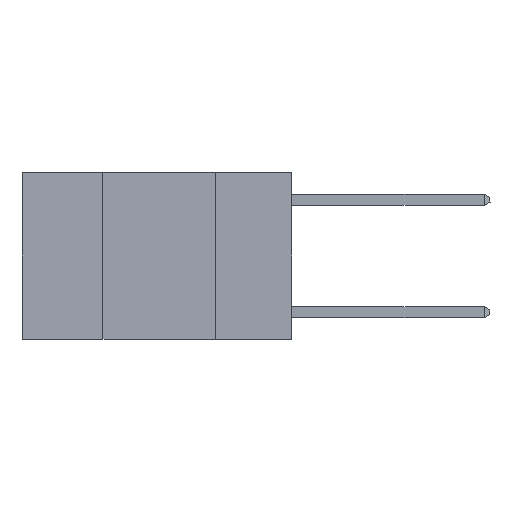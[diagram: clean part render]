
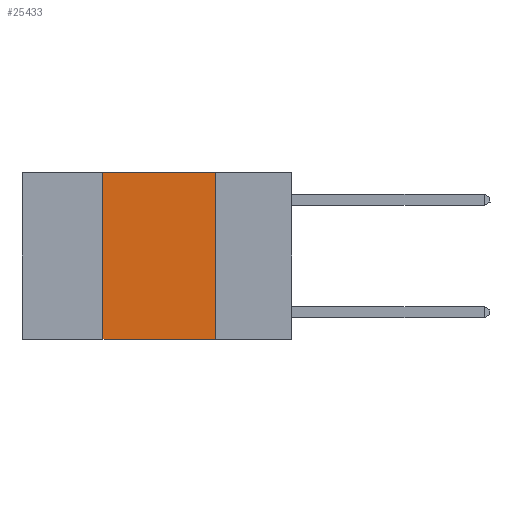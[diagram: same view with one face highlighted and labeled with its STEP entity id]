
A CAD part, left-side view. The second image highlights one B-rep face of the part: STEP entity #25433.
In plain terms, the highlighted planar face has unit normal (-1, 0, 0).
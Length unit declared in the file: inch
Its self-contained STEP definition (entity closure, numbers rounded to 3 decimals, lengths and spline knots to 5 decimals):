
#684 = LINE ( 'NONE', #14535, #30008 ) ;
#801 = VECTOR ( 'NONE', #8098, 39.37008 ) ;
#2208 = ORIENTED_EDGE ( 'NONE', *, *, #10790, .F. ) ;
#2474 = DIRECTION ( 'NONE',  ( 0., -1., 0. ) ) ;
#2595 = LINE ( 'NONE', #10135, #8297 ) ;
#2894 = AXIS2_PLACEMENT_3D ( 'NONE', #18578, #6653, #23315 ) ;
#2930 = EDGE_CURVE ( 'NONE', #28460, #9704, #2595, .T. ) ;
#3561 = FACE_OUTER_BOUND ( 'NONE', #10076, .T. ) ;
#3604 = CARTESIAN_POINT ( 'NONE',  ( 0., 0.17, -0.37 ) ) ;
#4562 = EDGE_CURVE ( 'NONE', #28460, #28025, #14229, .T. ) ;
#6059 = CARTESIAN_POINT ( 'NONE',  ( 0., 0.42, 0. ) ) ;
#6653 = DIRECTION ( 'NONE',  ( 1., 0., 0. ) ) ;
#7036 = VECTOR ( 'NONE', #30503, 39.37008 ) ;
#7289 = LINE ( 'NONE', #29205, #801 ) ;
#8098 = DIRECTION ( 'NONE',  ( 0., 0., -1. ) ) ;
#8297 = VECTOR ( 'NONE', #21960, 39.37008 ) ;
#9349 = CARTESIAN_POINT ( 'NONE',  ( 0., 0.42, 0. ) ) ;
#9704 = VERTEX_POINT ( 'NONE', #3604 ) ;
#10076 = EDGE_LOOP ( 'NONE', ( #20608, #2208, #28208, #26468 ) ) ;
#10135 = CARTESIAN_POINT ( 'NONE',  ( 0., 0.6, -0.37 ) ) ;
#10790 = EDGE_CURVE ( 'NONE', #28025, #18754, #684, .T. ) ;
#12480 = CARTESIAN_POINT ( 'NONE',  ( 0., 0.42, -0.37 ) ) ;
#13308 = CARTESIAN_POINT ( 'NONE',  ( 0., 0.17, 0. ) ) ;
#14229 = LINE ( 'NONE', #9349, #7036 ) ;
#14535 = CARTESIAN_POINT ( 'NONE',  ( 0., 0.6, 0. ) ) ;
#18578 = CARTESIAN_POINT ( 'NONE',  ( 0., 0.6, 0. ) ) ;
#18754 = VERTEX_POINT ( 'NONE', #13308 ) ;
#20608 = ORIENTED_EDGE ( 'NONE', *, *, #30454, .F. ) ;
#20918 = PLANE ( 'NONE',  #2894 ) ;
#21960 = DIRECTION ( 'NONE',  ( 0., -1., 0. ) ) ;
#23315 = DIRECTION ( 'NONE',  ( 0., 0., -1. ) ) ;
#25433 = ADVANCED_FACE ( 'NONE', ( #3561 ), #20918, .F. ) ;
#26468 = ORIENTED_EDGE ( 'NONE', *, *, #2930, .T. ) ;
#28025 = VERTEX_POINT ( 'NONE', #6059 ) ;
#28208 = ORIENTED_EDGE ( 'NONE', *, *, #4562, .F. ) ;
#28460 = VERTEX_POINT ( 'NONE', #12480 ) ;
#29205 = CARTESIAN_POINT ( 'NONE',  ( 0., 0.17, 0. ) ) ;
#30008 = VECTOR ( 'NONE', #2474, 39.37008 ) ;
#30454 = EDGE_CURVE ( 'NONE', #18754, #9704, #7289, .T. ) ;
#30503 = DIRECTION ( 'NONE',  ( 0., 0., 1. ) ) ;
